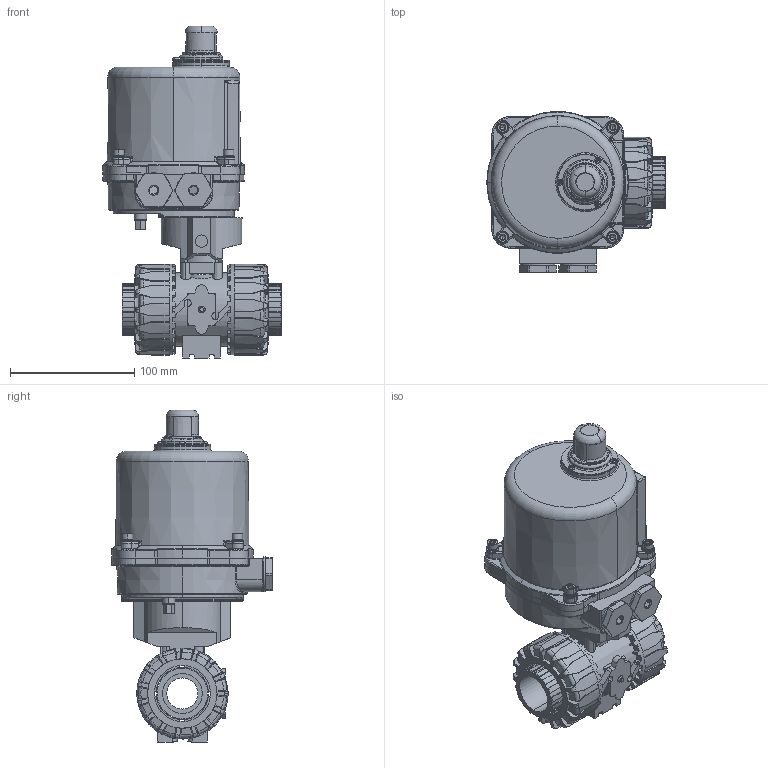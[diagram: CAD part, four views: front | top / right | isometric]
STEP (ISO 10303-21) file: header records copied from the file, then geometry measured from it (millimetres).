
FILE_DESCRIPTION (( 'STEP AP214' ), '1' );
FILE_NAME ('vkdiv032e.STEP', '2021-09-30T11:22:47', ( '' ), ( '' ), 'SwSTEP 2.0', 'SolidWorks 2018', '' );
FILE_SCHEMA (( 'AUTOMOTIVE_DESIGN' ));
Length unit declared in the file: millimetre
Products named in the file (1): vkdiv032e
Bounding box: 143.46 x 129.44 x 267.1 mm (x, y, z)
Surface area: 160517.5 mm2 (no closed solid volume)
Topology: 0 solids, 83 shells, 1868 faces, 7773 edges, 5815 vertices
Faces by surface type: plane 972, cylinder 332, bspline 257, cone 154, torus 151, sphere 2
Entity records: 115989 total; most frequent: CARTESIAN_POINT 37775, ORIENTED_EDGE 12034, DIRECTION 9939, EDGE_CURVE 7746, VERTEX_POINT 5815, LINE 3627, VECTOR 3627, AXIS2_PLACEMENT_3D 3156
